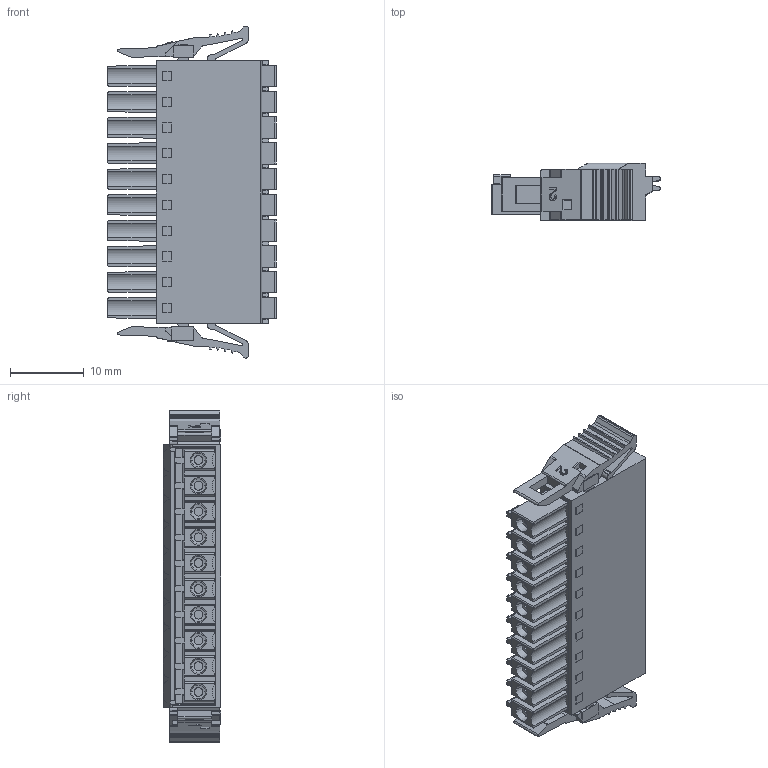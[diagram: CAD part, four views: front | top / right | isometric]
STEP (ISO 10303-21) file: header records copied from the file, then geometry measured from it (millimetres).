
FILE_DESCRIPTION((''),'2;1');
FILE_NAME('TLPSL-007-10P-X','2024-09-27T',('sheji'),(''),'PRO/ENGINEER BY PARAMETRIC TECHNOLOGY CORPORATION, 2015240','PRO/ENGINEER BY PARAMETRIC TECHNOLOGY CORPORATION, 2015240','');
FILE_SCHEMA(('CONFIG_CONTROL_DESIGN'));
Length unit declared in the file: millimetre
Products named in the file (1): TLPSL-007-10P-X
Bounding box: 22.9 x 7.75 x 45.1 mm (x, y, z)
Volume: 4496 mm3; surface area: 4590.8 mm2
Topology: 1 solids, 9 shells, 1336 faces, 3635 edges, 2376 vertices
Faces by surface type: plane 827, cylinder 389, cone 80, torus 20, extrusion 20
Entity records: 42833 total; most frequent: CARTESIAN_POINT 8694, ORIENTED_EDGE 7270, DIRECTION 6875, EDGE_CURVE 3635, VECTOR 2621, LINE 2601, VERTEX_POINT 2376, AXIS2_PLACEMENT_3D 2127
